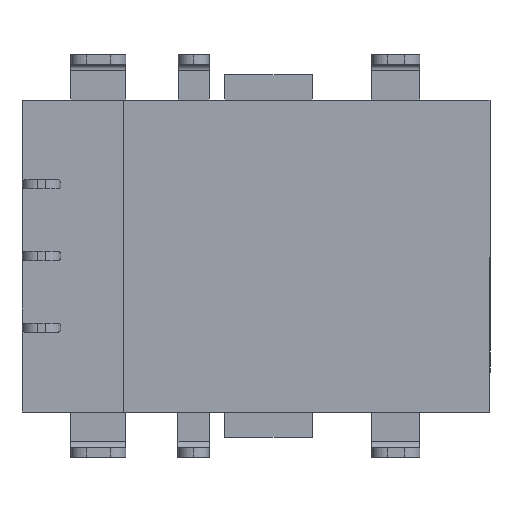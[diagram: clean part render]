
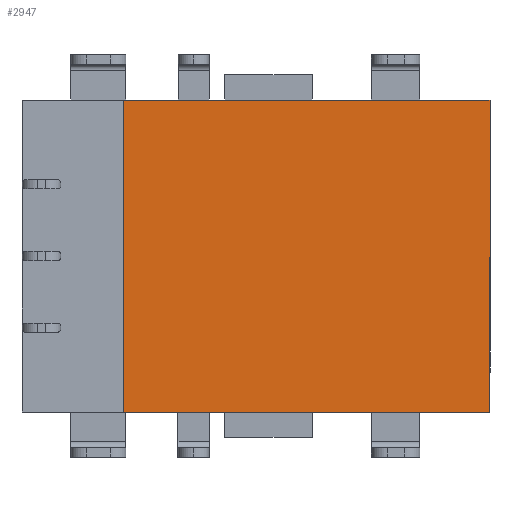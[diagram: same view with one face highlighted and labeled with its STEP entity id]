
A CAD part, front view. The second image highlights one B-rep face of the part: STEP entity #2947.
In plain terms, the highlighted planar face has unit normal (0, -1, 0).
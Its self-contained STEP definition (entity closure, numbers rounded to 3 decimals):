
#91 = LINE ( 'NONE', #631, #3274 ) ;
#189 = DIRECTION ( 'NONE',  ( -1., 0., 0. ) ) ;
#200 = EDGE_CURVE ( 'NONE', #3952, #391, #2922, .T. ) ;
#231 = CARTESIAN_POINT ( 'NONE',  ( -7.5, 0., 5. ) ) ;
#233 = VECTOR ( 'NONE', #2369, 1000. ) ;
#276 = VERTEX_POINT ( 'NONE', #1514 ) ;
#391 = VERTEX_POINT ( 'NONE', #2070 ) ;
#631 = CARTESIAN_POINT ( 'NONE',  ( -7.5, 0., -5. ) ) ;
#820 = AXIS2_PLACEMENT_3D ( 'NONE', #2503, #3701, #3763 ) ;
#1093 = DIRECTION ( 'NONE',  ( 0., 0., 1. ) ) ;
#1514 = CARTESIAN_POINT ( 'NONE',  ( -4.24, 0., -5. ) ) ;
#1682 = CARTESIAN_POINT ( 'NONE',  ( 7.5, 0., 5. ) ) ;
#1865 = LINE ( 'NONE', #231, #233 ) ;
#1895 = EDGE_CURVE ( 'NONE', #276, #4201, #2246, .T. ) ;
#1923 = DIRECTION ( 'NONE',  ( 0., 0., -1. ) ) ;
#2070 = CARTESIAN_POINT ( 'NONE',  ( 7.5, 0., -5. ) ) ;
#2193 = VECTOR ( 'NONE', #1093, 1000. ) ;
#2235 = FACE_OUTER_BOUND ( 'NONE', #3023, .T. ) ;
#2246 = LINE ( 'NONE', #2327, #2193 ) ;
#2315 = ORIENTED_EDGE ( 'NONE', *, *, #1895, .F. ) ;
#2327 = CARTESIAN_POINT ( 'NONE',  ( -4.24, 0., -10.34 ) ) ;
#2369 = DIRECTION ( 'NONE',  ( 1., 0., 0. ) ) ;
#2503 = CARTESIAN_POINT ( 'NONE',  ( 0., 0., 0. ) ) ;
#2565 = ORIENTED_EDGE ( 'NONE', *, *, #200, .F. ) ;
#2618 = EDGE_CURVE ( 'NONE', #4201, #3952, #1865, .T. ) ;
#2909 = ORIENTED_EDGE ( 'NONE', *, *, #2618, .F. ) ;
#2922 = LINE ( 'NONE', #3165, #3064 ) ;
#2947 = ADVANCED_FACE ( 'NONE', ( #2235 ), #3429, .F. ) ;
#3023 = EDGE_LOOP ( 'NONE', ( #2909, #2315, #4715, #2565 ) ) ;
#3064 = VECTOR ( 'NONE', #1923, 1000. ) ;
#3165 = CARTESIAN_POINT ( 'NONE',  ( 7.5, 0., -5. ) ) ;
#3274 = VECTOR ( 'NONE', #189, 1000. ) ;
#3429 = PLANE ( 'NONE',  #820 ) ;
#3701 = DIRECTION ( 'NONE',  ( 0., 1., 0. ) ) ;
#3763 = DIRECTION ( 'NONE',  ( 0., 0., 1. ) ) ;
#3938 = CARTESIAN_POINT ( 'NONE',  ( -4.24, 0., 5. ) ) ;
#3952 = VERTEX_POINT ( 'NONE', #1682 ) ;
#4201 = VERTEX_POINT ( 'NONE', #3938 ) ;
#4715 = ORIENTED_EDGE ( 'NONE', *, *, #5082, .F. ) ;
#5082 = EDGE_CURVE ( 'NONE', #391, #276, #91, .T. ) ;
